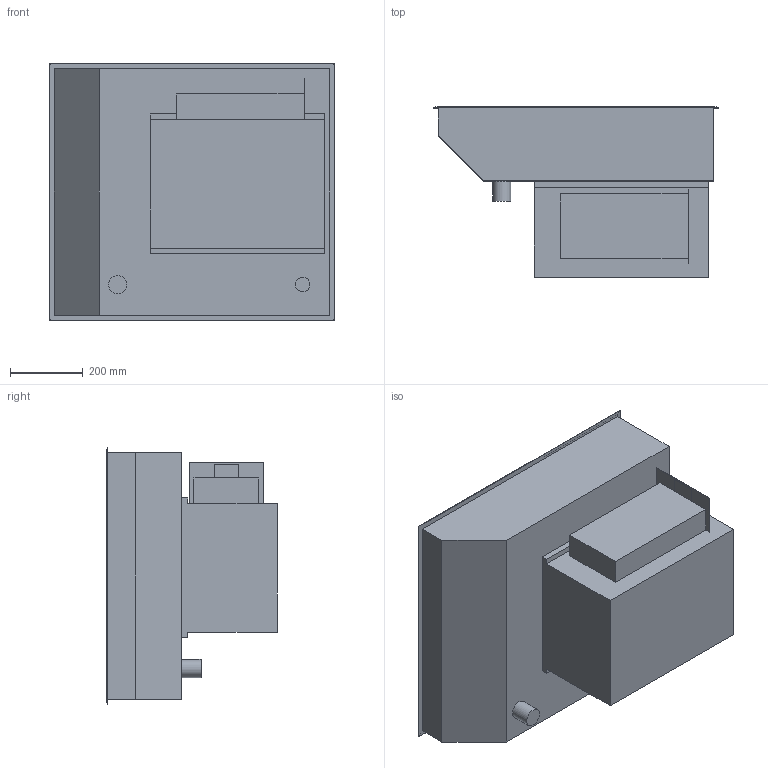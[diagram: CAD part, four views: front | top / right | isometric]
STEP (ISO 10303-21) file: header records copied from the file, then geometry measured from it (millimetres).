
FILE_DESCRIPTION(/* description */ ('Bäckertheke: eigengekühlt'),/* implementation_level */ '2;1');
FILE_NAME(/* name */ '3D-AKE-00003010.stp',/* time_stamp */ '2024-09-02T08:57:20+02:00',/* author */ ('marina.schachner'),/* organization */ (''),/* preprocessor_version */ 'ST-DEVELOPER v18',/* originating_system */ 'Autodesk Inventor 2020',/* authorisation */ '');
FILE_SCHEMA (('AUTOMOTIVE_DESIGN { 1 0 10303 214 3 1 1 }'));
Length unit declared in the file: millimetre
Products named in the file (1): 3D-AKE-00003010
Bounding box: 785 x 470 x 710 mm (x, y, z)
Volume: 87003884.4 mm3; surface area: 3904695.1 mm2
Topology: 6 solids, 6 shells, 89 faces, 210 edges, 140 vertices
Faces by surface type: plane 82, cylinder 7
Full cylindrical faces by diameter (mm): 40 x1, 50 x1
Entity records: 2560 total; most frequent: CARTESIAN_POINT 440, ORIENTED_EDGE 420, DIRECTION 410, EDGE_CURVE 210, LINE 190, VECTOR 190, VERTEX_POINT 140, AXIS2_PLACEMENT_3D 110
